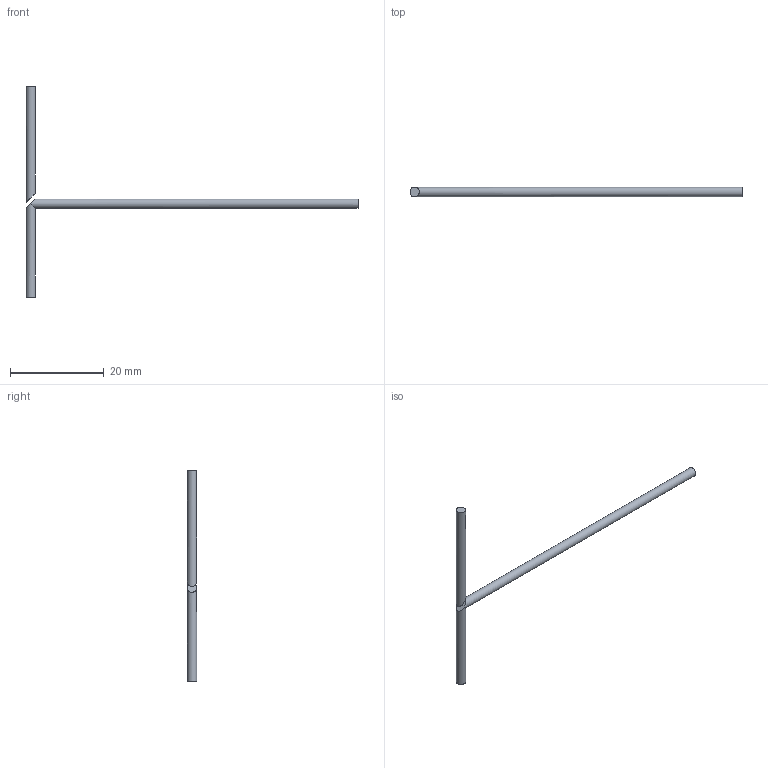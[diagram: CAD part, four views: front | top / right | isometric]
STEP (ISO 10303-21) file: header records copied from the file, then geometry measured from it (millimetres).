
FILE_DESCRIPTION(/* description */ (''),/* implementation_level */ '2;1');
FILE_NAME(/* name */ '00_Beampath_Coupling.ipt.step',/* time_stamp */ '2022-11-29T07:36:46+01:00',/* author */ ('diederichbenedict'),/* organization */ (''),/* preprocessor_version */ 'ST-DEVELOPER v18.1',/* originating_system */ 'Autodesk Inventor 2022',/* authorisation */ '');
FILE_SCHEMA (('AUTOMOTIVE_DESIGN { 1 0 10303 214 3 1 1 }'));
Length unit declared in the file: millimetre
Products named in the file (1): 00_Beampath_Coupling
Bounding box: 71 x 2 x 45 mm (x, y, z)
Volume: 354.6 mm3; surface area: 724.8 mm2
Topology: 2 solids, 2 shells, 8 faces, 11 edges, 7 vertices
Faces by surface type: plane 5, cylinder 3
Full cylindrical faces by diameter (mm): 2 x3
Entity records: 215 total; most frequent: DIRECTION 37, CARTESIAN_POINT 27, ORIENTED_EDGE 22, AXIS2_PLACEMENT_3D 17, EDGE_CURVE 11, FACE_OUTER_BOUND 8, EDGE_LOOP 8, ADVANCED_FACE 8
